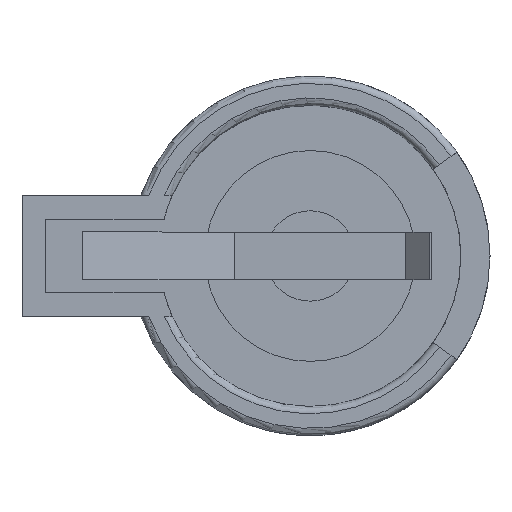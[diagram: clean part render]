
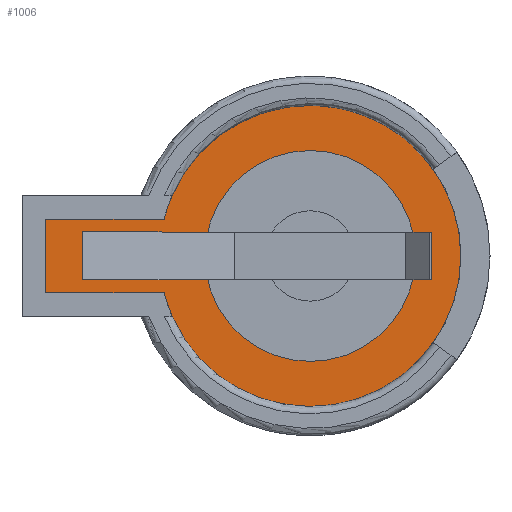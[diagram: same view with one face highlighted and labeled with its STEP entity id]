
A CAD part, top view. The second image highlights one B-rep face of the part: STEP entity #1006.
In plain terms, the highlighted planar face has unit normal (0, 0, 1).
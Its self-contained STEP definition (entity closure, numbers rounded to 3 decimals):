
#13=DIRECTION('',(0.,0.,1.));
#47=DIRECTION('',(1.,0.,0.));
#57=VECTOR('',#58,1.);
#58=DIRECTION('',(-1.,0.,0.));
#132=VECTOR('',#47,1.);
#233=DIRECTION('',(0.,1.,0.));
#565=CARTESIAN_POINT('',(3.754,2.54,3.64));
#575=CARTESIAN_POINT('',(3.754,-2.54,3.64));
#592=VERTEX_POINT('',#593);
#593=CARTESIAN_POINT('',(3.411,1.54,3.64));
#596=EDGE_CURVE('',#597,#592,#598,.T.);
#597=VERTEX_POINT('',#565);
#598=CIRCLE('',#599,6.31);
#599=AXIS2_PLACEMENT_3D('',#600,#13,#47);
#600=CARTESIAN_POINT('',(9.53,0.,3.64));
#602=EDGE_CURVE('',#603,#597,#598,.T.);
#603=VERTEX_POINT('',#604);
#604=CARTESIAN_POINT('',(15.84,0.,3.64));
#606=EDGE_CURVE('',#607,#603,#598,.T.);
#607=VERTEX_POINT('',#575);
#609=EDGE_CURVE('',#610,#607,#598,.T.);
#610=VERTEX_POINT('',#611);
#611=CARTESIAN_POINT('',(3.411,-1.54,3.64));
#620=ORIENTED_EDGE('',*,*,#621,.F.);
#621=EDGE_CURVE('',#622,#592,#624,.T.);
#622=VERTEX_POINT('',#623);
#623=CARTESIAN_POINT('',(-1.54,1.54,3.64));
#624=LINE('',#623,#132);
#633=ORIENTED_EDGE('',*,*,#634,.F.);
#634=EDGE_CURVE('',#635,#622,#637,.T.);
#635=VERTEX_POINT('',#636);
#636=CARTESIAN_POINT('',(-1.54,-1.54,3.64));
#637=LINE('',#636,#638);
#638=VECTOR('',#233,1.);
#648=ORIENTED_EDGE('',*,*,#649,.F.);
#649=EDGE_CURVE('',#610,#635,#650,.T.);
#650=LINE('',#651,#57);
#651=CARTESIAN_POINT('',(7.99,-1.54,3.64));
#1006=ADVANCED_FACE('',(#1007,#1013,#1045),#1052,.T.);
#1007=FACE_BOUND('',#1008,.T.);
#1008=EDGE_LOOP('',(#1009,#620,#633,#648,#1010,#1011,#1012));
#1009=ORIENTED_EDGE('',*,*,#596,.T.);
#1010=ORIENTED_EDGE('',*,*,#609,.T.);
#1011=ORIENTED_EDGE('',*,*,#606,.T.);
#1012=ORIENTED_EDGE('',*,*,#602,.T.);
#1013=FACE_BOUND('',#1014,.T.);
#1014=EDGE_LOOP('',(#1015,#1025,#1033,#1041));
#1015=ORIENTED_EDGE('',*,*,#1016,.F.);
#1016=EDGE_CURVE('',#1017,#1019,#1021,.T.);
#1017=VERTEX_POINT('',#1018);
#1018=CARTESIAN_POINT('',(0.1,-1.,3.64));
#1019=VERTEX_POINT('',#1020);
#1020=CARTESIAN_POINT('',(0.1,1.,3.64));
#1021=LINE('',#1022,#1023);
#1022=CARTESIAN_POINT('',(0.1,0.,3.64));
#1023=VECTOR('',#1024,1.);
#1024=DIRECTION('',(0.,1.,0.));
#1025=ORIENTED_EDGE('',*,*,#1026,.T.);
#1026=EDGE_CURVE('',#1017,#1027,#1029,.T.);
#1027=VERTEX_POINT('',#1028);
#1028=CARTESIAN_POINT('',(0.,-1.,3.64));
#1029=LINE('',#1030,#1031);
#1030=CARTESIAN_POINT('',(6.559,-1.,3.64));
#1031=VECTOR('',#1032,1.);
#1032=DIRECTION('',(-1.,0.,0.));
#1033=ORIENTED_EDGE('',*,*,#1034,.F.);
#1034=EDGE_CURVE('',#1035,#1027,#1037,.T.);
#1035=VERTEX_POINT('',#1036);
#1036=CARTESIAN_POINT('',(0.,1.,3.64));
#1037=LINE('',#1038,#1039);
#1038=CARTESIAN_POINT('',(0.,0.5,3.64));
#1039=VECTOR('',#1040,1.);
#1040=DIRECTION('',(0.,-1.,0.));
#1041=ORIENTED_EDGE('',*,*,#1042,.F.);
#1042=EDGE_CURVE('',#1019,#1035,#1043,.T.);
#1043=LINE('',#1044,#1031);
#1044=CARTESIAN_POINT('',(6.559,1.,3.64));
#1045=FACE_BOUND('',#1046,.T.);
#1046=EDGE_LOOP('',(#1047));
#1047=ORIENTED_EDGE('',*,*,#1048,.F.);
#1048=EDGE_CURVE('',#1049,#1049,#1051,.T.);
#1049=VERTEX_POINT('',#1050);
#1050=CARTESIAN_POINT('',(13.947,0.,3.64));
#1051=CIRCLE('',#599,4.417);
#1052=PLANE('',#1053);
#1053=AXIS2_PLACEMENT_3D('',#1054,#1055,#1056);
#1054=CARTESIAN_POINT('',(7.399,0.,3.64));
#1055=DIRECTION('',(0.,0.,1.));
#1056=DIRECTION('',(1.,0.,0.));
